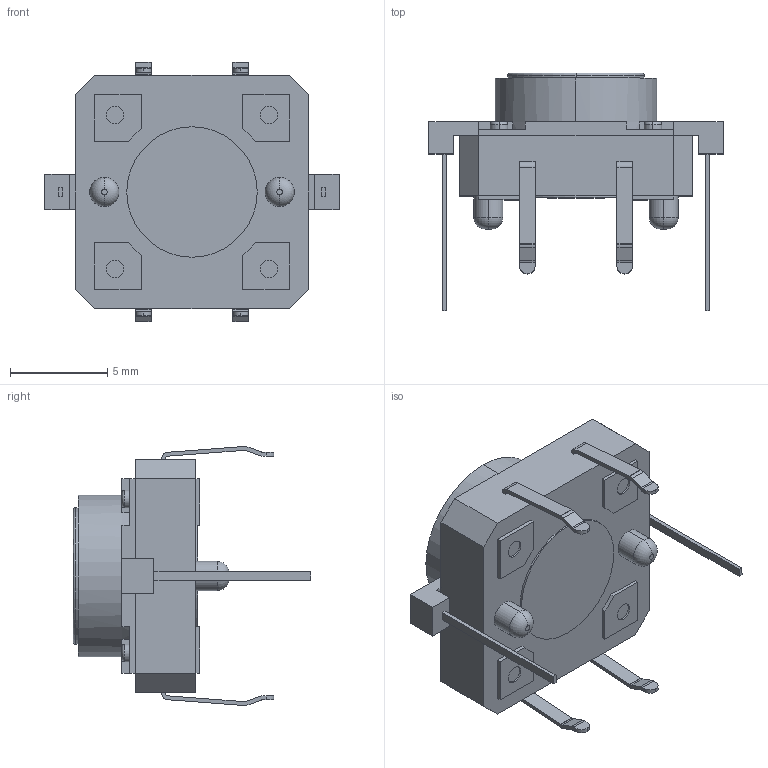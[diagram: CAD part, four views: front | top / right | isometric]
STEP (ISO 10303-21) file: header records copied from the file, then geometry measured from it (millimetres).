
FILE_DESCRIPTION (( 'STEP AP214' ), '1' );
FILE_NAME ('TSD1265.STEP', '2021-02-23T00:15:26', ( '' ), ( '' ), 'SwSTEP 2.0', 'SolidWorks 2017', '' );
FILE_SCHEMA (( 'AUTOMOTIVE_DESIGN' ));
Length unit declared in the file: millimetre
Products named in the file (1): TSD1265
Bounding box: 15.1 x 12.2 x 13.3 mm (x, y, z)
Volume: 662.6 mm3; surface area: 928.3 mm2
Topology: 9 solids, 9 shells, 225 faces, 562 edges, 370 vertices
Faces by surface type: plane 133, cylinder 78, torus 14
Entity records: 6858 total; most frequent: DIRECTION 1206, CARTESIAN_POINT 1158, ORIENTED_EDGE 1124, EDGE_CURVE 562, AXIS2_PLACEMENT_3D 418, LINE 370, VECTOR 370, VERTEX_POINT 370
